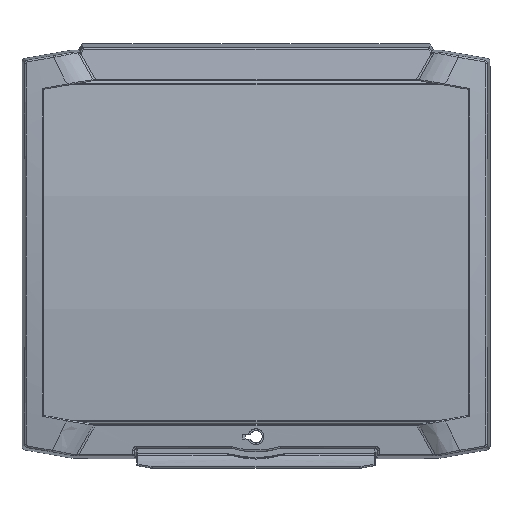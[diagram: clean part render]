
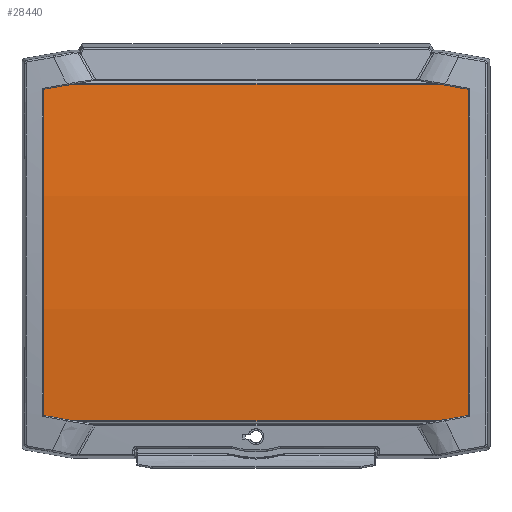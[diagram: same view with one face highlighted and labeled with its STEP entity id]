
A CAD part, top view. The second image highlights one B-rep face of the part: STEP entity #28440.
In plain terms, the highlighted cylindrical face has radius 898.5 mm (diameter 1797 mm), a partial arc.
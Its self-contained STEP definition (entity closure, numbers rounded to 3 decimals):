
#1976=LINE('',#62160,#4627);
#1986=LINE('',#62190,#4637);
#1989=LINE('',#62198,#4640);
#1990=LINE('',#62202,#4641);
#1991=LINE('',#62206,#4642);
#1992=LINE('',#62210,#4643);
#4627=VECTOR('',#35100,0.443);
#4637=VECTOR('',#35126,243.);
#4640=VECTOR('',#35135,0.443);
#4641=VECTOR('',#35138,243.);
#4642=VECTOR('',#35141,0.443);
#4643=VECTOR('',#35144,0.443);
#6542=CYLINDRICAL_SURFACE('',#30572,898.5);
#7687=FACE_OUTER_BOUND('',#9334,.T.);
#9334=EDGE_LOOP('',(#21735,#21736,#21737,#21738,#21739,#21740,#21741,#21742,
#21743,#21744,#21745,#21746));
#11315=CIRCLE('',#30573,898.5);
#11316=CIRCLE('',#30574,898.5);
#11317=CIRCLE('',#30575,898.5);
#11318=CIRCLE('',#30576,898.5);
#11319=CIRCLE('',#30577,898.5);
#11320=CIRCLE('',#30578,898.5);
#12815=VERTEX_POINT('',#62153);
#12818=VERTEX_POINT('',#62158);
#12829=VERTEX_POINT('',#62188);
#12830=VERTEX_POINT('',#62189);
#12831=VERTEX_POINT('',#62195);
#12832=VERTEX_POINT('',#62197);
#12833=VERTEX_POINT('',#62199);
#12834=VERTEX_POINT('',#62201);
#12835=VERTEX_POINT('',#62203);
#12836=VERTEX_POINT('',#62205);
#12837=VERTEX_POINT('',#62207);
#12838=VERTEX_POINT('',#62209);
#16087=EDGE_CURVE('',#12818,#12815,#1976,.T.);
#16101=EDGE_CURVE('',#12829,#12830,#1986,.T.);
#16104=EDGE_CURVE('',#12830,#12815,#11315,.T.);
#16105=EDGE_CURVE('',#12831,#12818,#11316,.T.);
#16106=EDGE_CURVE('',#12832,#12831,#1989,.T.);
#16107=EDGE_CURVE('',#12832,#12833,#11317,.T.);
#16108=EDGE_CURVE('',#12833,#12834,#1990,.T.);
#16109=EDGE_CURVE('',#12834,#12835,#11318,.T.);
#16110=EDGE_CURVE('',#12836,#12835,#1991,.T.);
#16111=EDGE_CURVE('',#12837,#12836,#11319,.T.);
#16112=EDGE_CURVE('',#12838,#12837,#1992,.T.);
#16113=EDGE_CURVE('',#12838,#12829,#11320,.T.);
#21735=ORIENTED_EDGE('',*,*,#16104,.T.);
#21736=ORIENTED_EDGE('',*,*,#16087,.F.);
#21737=ORIENTED_EDGE('',*,*,#16105,.F.);
#21738=ORIENTED_EDGE('',*,*,#16106,.F.);
#21739=ORIENTED_EDGE('',*,*,#16107,.T.);
#21740=ORIENTED_EDGE('',*,*,#16108,.T.);
#21741=ORIENTED_EDGE('',*,*,#16109,.T.);
#21742=ORIENTED_EDGE('',*,*,#16110,.F.);
#21743=ORIENTED_EDGE('',*,*,#16111,.F.);
#21744=ORIENTED_EDGE('',*,*,#16112,.F.);
#21745=ORIENTED_EDGE('',*,*,#16113,.T.);
#21746=ORIENTED_EDGE('',*,*,#16101,.T.);
#28440=ADVANCED_FACE('',(#7687),#6542,.T.);
#30572=AXIS2_PLACEMENT_3D('',#62193,#35129,#35130);
#30573=AXIS2_PLACEMENT_3D('',#62194,#35131,#35132);
#30574=AXIS2_PLACEMENT_3D('',#62196,#35133,#35134);
#30575=AXIS2_PLACEMENT_3D('',#62200,#35136,#35137);
#30576=AXIS2_PLACEMENT_3D('',#62204,#35139,#35140);
#30577=AXIS2_PLACEMENT_3D('',#62208,#35142,#35143);
#30578=AXIS2_PLACEMENT_3D('',#62211,#35145,#35146);
#35100=DIRECTION('',(1.,0.,0.));
#35126=DIRECTION('',(-1.,0.,0.));
#35129=DIRECTION('center_axis',(-1.,0.,0.));
#35130=DIRECTION('ref_axis',(0.,-1.,0.));
#35131=DIRECTION('center_axis',(-1.,0.,0.));
#35132=DIRECTION('ref_axis',(0.,-1.,0.));
#35133=DIRECTION('center_axis',(-1.,0.,0.));
#35134=DIRECTION('ref_axis',(0.,-1.,0.));
#35135=DIRECTION('',(-1.,0.,0.));
#35136=DIRECTION('center_axis',(-1.,0.,0.));
#35137=DIRECTION('ref_axis',(0.,-1.,0.));
#35138=DIRECTION('',(1.,0.,0.));
#35139=DIRECTION('center_axis',(1.,0.,0.));
#35140=DIRECTION('ref_axis',(0.,-1.,0.));
#35141=DIRECTION('',(-1.,0.,0.));
#35142=DIRECTION('center_axis',(1.,0.,0.));
#35143=DIRECTION('ref_axis',(0.,-1.,0.));
#35144=DIRECTION('',(1.,0.,0.));
#35145=DIRECTION('center_axis',(1.,0.,0.));
#35146=DIRECTION('ref_axis',(0.,-1.,0.));
#62153=CARTESIAN_POINT('',(-121.5,95.56,24.104));
#62158=CARTESIAN_POINT('',(-121.943,95.56,24.104));
#62160=CARTESIAN_POINT('',(-121.943,95.56,24.104));
#62188=CARTESIAN_POINT('',(121.5,95.,24.164));
#62189=CARTESIAN_POINT('',(-121.5,95.,24.164));
#62190=CARTESIAN_POINT('',(121.5,95.,24.164));
#62193=CARTESIAN_POINT('Origin',(0.,0.,-869.3));
#62194=CARTESIAN_POINT('Origin',(-121.5,0.,-869.3));
#62195=CARTESIAN_POINT('',(-121.943,-95.56,24.104));
#62196=CARTESIAN_POINT('Origin',(-121.943,0.,-869.3));
#62197=CARTESIAN_POINT('',(-121.5,-95.56,24.104));
#62198=CARTESIAN_POINT('',(-121.5,-95.56,24.104));
#62199=CARTESIAN_POINT('',(-121.5,-95.,24.164));
#62200=CARTESIAN_POINT('Origin',(-121.5,0.,-869.3));
#62201=CARTESIAN_POINT('',(121.5,-95.,24.164));
#62202=CARTESIAN_POINT('',(-121.5,-95.,24.164));
#62203=CARTESIAN_POINT('',(121.5,-95.56,24.104));
#62204=CARTESIAN_POINT('Origin',(121.5,0.,-869.3));
#62205=CARTESIAN_POINT('',(121.943,-95.56,24.104));
#62206=CARTESIAN_POINT('',(121.943,-95.56,24.104));
#62207=CARTESIAN_POINT('',(121.943,95.56,24.104));
#62208=CARTESIAN_POINT('Origin',(121.943,0.,-869.3));
#62209=CARTESIAN_POINT('',(121.5,95.56,24.104));
#62210=CARTESIAN_POINT('',(121.5,95.56,24.104));
#62211=CARTESIAN_POINT('Origin',(121.5,0.,-869.3));
